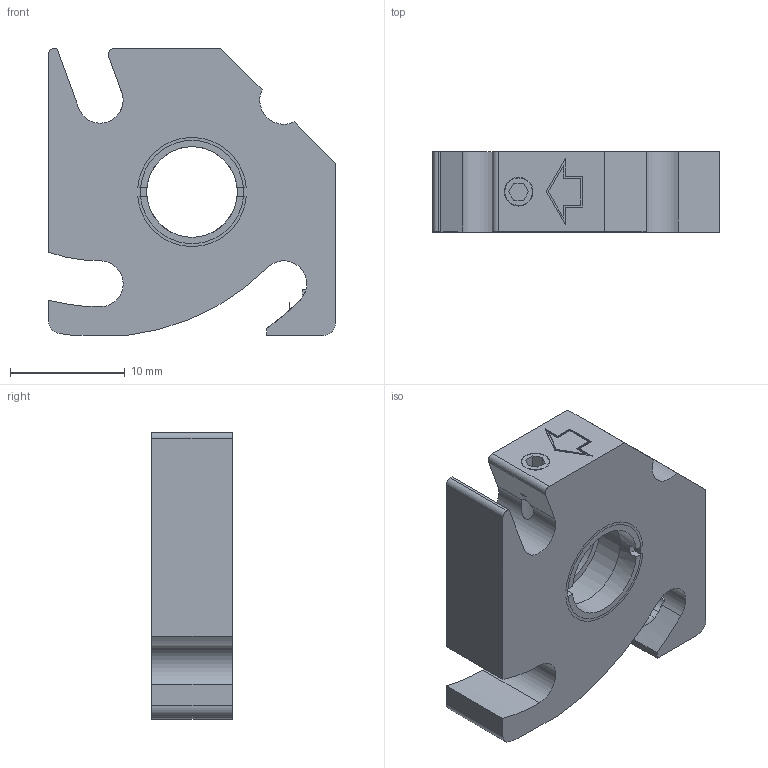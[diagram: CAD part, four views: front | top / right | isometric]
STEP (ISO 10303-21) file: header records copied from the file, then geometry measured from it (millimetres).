
FILE_DESCRIPTION(/* description */ (''),/* implementation_level */ '2;1');
FILE_NAME(/* name */ 'C16-SLFH-9.stp',/* time_stamp */ '2018-07-24T18:46:29+09:00',/* author */ ('e.nonaka'),/* organization */ (''),/* preprocessor_version */ 'ST-DEVELOPER v17',/* originating_system */ 'Autodesk Inventor 2018',/* authorisation */ '');
FILE_SCHEMA (('AUTOMOTIVE_DESIGN { 1 0 10303 214 3 1 1 }'));
Length unit declared in the file: millimetre
Products named in the file (1): C16SLFH9-M02-18001-TS01
Bounding box: 25 x 7 x 25 mm (x, y, z)
Volume: 2947 mm3; surface area: 2050.5 mm2
Topology: 1 solids, 1 shells, 102 faces, 269 edges, 178 vertices
Faces by surface type: plane 70, cylinder 26, cone 6
Full cylindrical faces by diameter (mm): 2.5 x3, 7.9 x2, 9 x1
Entity records: 3386 total; most frequent: CARTESIAN_POINT 644, DIRECTION 546, ORIENTED_EDGE 536, EDGE_CURVE 268, AXIS2_PLACEMENT_3D 183, LINE 180, VECTOR 180, VERTEX_POINT 178
